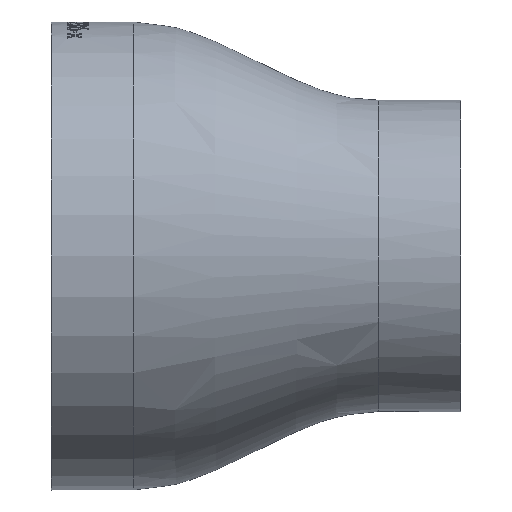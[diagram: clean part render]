
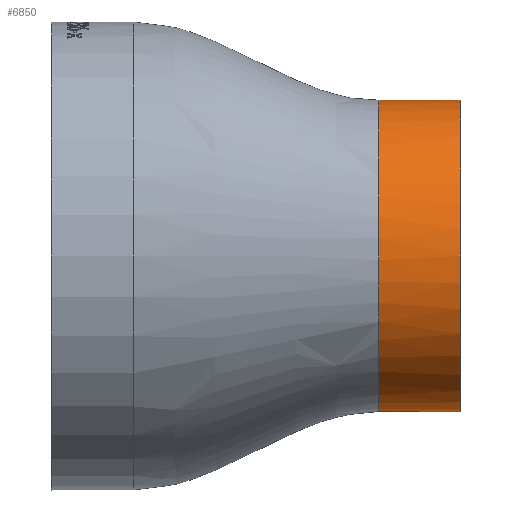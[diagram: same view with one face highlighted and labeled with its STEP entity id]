
A CAD part, front view. The second image highlights one B-rep face of the part: STEP entity #6850.
In plain terms, the highlighted cylindrical face has radius 38.05 mm (diameter 76.1 mm), a full revolution.
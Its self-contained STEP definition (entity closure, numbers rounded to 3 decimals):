
#659 = CARTESIAN_POINT ( 'NONE',  ( 80., -55.495, -11.337 ) ) ;
#759 = CARTESIAN_POINT ( 'NONE',  ( 80., 7.841, -26.941 ) ) ;
#850 = CARTESIAN_POINT ( 'NONE',  ( 80., -43.336, 29.401 ) ) ;
#949 = CARTESIAN_POINT ( 'NONE',  ( 80., -46.041, -26.941 ) ) ;
#987 = EDGE_CURVE ( 'NONE', #14274, #14274, #13400, .T. ) ;
#1212 = FACE_OUTER_BOUND ( 'NONE', #4509, .T. ) ;
#2019 = CARTESIAN_POINT ( 'NONE',  ( 80., -4.268, 35.112 ) ) ;
#2111 = CARTESIAN_POINT ( 'NONE',  ( 80., -52.605, -18.163 ) ) ;
#2207 = CARTESIAN_POINT ( 'NONE',  ( 80., -57.017, -3.914 ) ) ;
#2312 = CARTESIAN_POINT ( 'NONE',  ( 80., -30.437, -36.395 ) ) ;
#2399 = CARTESIAN_POINT ( 'NONE',  ( 80., 17.295, -11.335 ) ) ;
#2491 = CARTESIAN_POINT ( 'NONE',  ( 80., 18.817, 3.907 ) ) ;
#2492 = AXIS2_PLACEMENT_3D ( 'NONE', #18785, #5715, #10120 ) ;
#2687 = CARTESIAN_POINT ( 'NONE',  ( 80., 18.237, 7.686 ) ) ;
#3469 = CARTESIAN_POINT ( 'NONE',  ( 80., -7.763, 36.395 ) ) ;
#3559 = CARTESIAN_POINT ( 'NONE',  ( 80., -57.017, 3.914 ) ) ;
#3648 = CARTESIAN_POINT ( 'NONE',  ( 80., -26.781, 37.337 ) ) ;
#3721 = VERTEX_POINT ( 'NONE', #9556 ) ;
#3739 = CARTESIAN_POINT ( 'NONE',  ( 80., -56.437, 7.681 ) ) ;
#3830 = CARTESIAN_POINT ( 'NONE',  ( 80., -50.695, 21.302 ) ) ;
#4509 = EDGE_LOOP ( 'NONE', ( #18630 ) ) ;
#4969 = EDGE_LOOP ( 'NONE', ( #7278 ) ) ;
#4983 = CARTESIAN_POINT ( 'NONE',  ( 80., -15.186, -37.917 ) ) ;
#5078 = CARTESIAN_POINT ( 'NONE',  ( 80., -40.402, 31.595 ) ) ;
#5169 = CARTESIAN_POINT ( 'NONE',  ( 80., -46.041, 26.941 ) ) ;
#5207 = DIRECTION ( 'NONE',  ( -1., 0., 0. ) ) ;
#5261 = CARTESIAN_POINT ( 'NONE',  ( 80., 18.817, -3.907 ) ) ;
#5363 = CARTESIAN_POINT ( 'NONE',  ( 80., 10.301, 24.236 ) ) ;
#5436 = CARTESIAN_POINT ( 'NONE',  ( 100., -19.1, 38.05 ) ) ;
#5555 = CARTESIAN_POINT ( 'NONE',  ( 80., 17.295, 11.335 ) ) ;
#5715 = DIRECTION ( 'NONE',  ( -1., 0., 0. ) ) ;
#6412 = CARTESIAN_POINT ( 'NONE',  ( 80., 14.405, -18.162 ) ) ;
#6602 = CARTESIAN_POINT ( 'NONE',  ( 80., -48.501, -24.236 ) ) ;
#6789 = CARTESIAN_POINT ( 'NONE',  ( 80., -57.217, 0. ) ) ;
#6850 = ADVANCED_FACE ( 'NONE', ( #1212, #10029 ), #12907, .T. ) ;
#7278 = ORIENTED_EDGE ( 'NONE', *, *, #16359, .F. ) ;
#7854 = CARTESIAN_POINT ( 'NONE',  ( 80., 18.95, -1.313 ) ) ;
#8045 = CARTESIAN_POINT ( 'NONE',  ( 80., 18.95, 0. ) ) ;
#8143 = CARTESIAN_POINT ( 'NONE',  ( 80., -55.495, 11.337 ) ) ;
#8515 = CARTESIAN_POINT ( 'NONE',  ( 80., 18.95, 0. ) ) ;
#9298 = CARTESIAN_POINT ( 'NONE',  ( 80., 5.135, -29.401 ) ) ;
#9386 = CARTESIAN_POINT ( 'NONE',  ( 80., -54.212, 14.832 ) ) ;
#9479 = CARTESIAN_POINT ( 'NONE',  ( 80., -23.014, 37.917 ) ) ;
#9556 = CARTESIAN_POINT ( 'NONE',  ( 80., 18.95, 0. ) ) ;
#9576 = CARTESIAN_POINT ( 'NONE',  ( 80., -56.437, -7.681 ) ) ;
#9673 = CARTESIAN_POINT ( 'NONE',  ( 80., 16.012, -14.833 ) ) ;
#10029 = FACE_OUTER_BOUND ( 'NONE', #4969, .T. ) ;
#10120 = DIRECTION ( 'NONE',  ( 0., 0., 1. ) ) ;
#10150 = CARTESIAN_POINT ( 'NONE',  ( 80., -0.937, 33.505 ) ) ;
#10500 = CARTESIAN_POINT ( 'NONE',  ( 100., -19.1, 0. ) ) ;
#10744 = CARTESIAN_POINT ( 'NONE',  ( 80., -54.212, -14.832 ) ) ;
#10838 = CARTESIAN_POINT ( 'NONE',  ( 80., -19.1, -38.117 ) ) ;
#10934 = CARTESIAN_POINT ( 'NONE',  ( 80., -37.263, -33.505 ) ) ;
#11021 = CARTESIAN_POINT ( 'NONE',  ( 80., -11.419, 37.337 ) ) ;
#11113 = CARTESIAN_POINT ( 'NONE',  ( 80., -23.014, -37.917 ) ) ;
#11213 = CARTESIAN_POINT ( 'NONE',  ( 80., 2.202, 31.595 ) ) ;
#11305 = CARTESIAN_POINT ( 'NONE',  ( 80., 7.841, 26.941 ) ) ;
#12260 = CARTESIAN_POINT ( 'NONE',  ( 80., 10.301, -24.236 ) ) ;
#12453 = CARTESIAN_POINT ( 'NONE',  ( 80., -52.605, 18.163 ) ) ;
#12478 = AXIS2_PLACEMENT_3D ( 'NONE', #10500, #5207, #15199 ) ;
#12642 = CARTESIAN_POINT ( 'NONE',  ( 80., -30.437, 36.395 ) ) ;
#12907 = CYLINDRICAL_SURFACE ( 'NONE', #2492, 38.05 ) ;
#13400 = CIRCLE ( 'NONE', #12478, 38.05 ) ;
#13705 = CARTESIAN_POINT ( 'NONE',  ( 80., 2.202, -31.595 ) ) ;
#13801 = CARTESIAN_POINT ( 'NONE',  ( 80., -43.336, -29.401 ) ) ;
#13904 = CARTESIAN_POINT ( 'NONE',  ( 80., 18.237, -7.686 ) ) ;
#13997 = CARTESIAN_POINT ( 'NONE',  ( 80., -48.501, 24.236 ) ) ;
#14090 = CARTESIAN_POINT ( 'NONE',  ( 80., -7.763, -36.395 ) ) ;
#14274 = VERTEX_POINT ( 'NONE', #5436 ) ;
#15159 = CARTESIAN_POINT ( 'NONE',  ( 80., -37.263, 33.505 ) ) ;
#15199 = DIRECTION ( 'NONE',  ( 0., 0., 1. ) ) ;
#15343 = CARTESIAN_POINT ( 'NONE',  ( 80., -50.695, -21.302 ) ) ;
#15445 = CARTESIAN_POINT ( 'NONE',  ( 80., -4.268, -35.112 ) ) ;
#15541 = CARTESIAN_POINT ( 'NONE',  ( 80., 12.496, -21.302 ) ) ;
#15834 = CARTESIAN_POINT ( 'NONE',  ( 80., 12.496, 21.302 ) ) ;
#16016 = CARTESIAN_POINT ( 'NONE',  ( 80., 14.405, 18.162 ) ) ;
#16359 = EDGE_CURVE ( 'NONE', #3721, #3721, #18507, .T. ) ;
#16610 = CARTESIAN_POINT ( 'NONE',  ( 80., -15.186, 37.917 ) ) ;
#16701 = CARTESIAN_POINT ( 'NONE',  ( 80., -40.402, -31.595 ) ) ;
#16792 = CARTESIAN_POINT ( 'NONE',  ( 80., -33.932, 35.112 ) ) ;
#16886 = CARTESIAN_POINT ( 'NONE',  ( 80., -33.932, -35.112 ) ) ;
#16978 = CARTESIAN_POINT ( 'NONE',  ( 80., -26.781, -37.337 ) ) ;
#17165 = CARTESIAN_POINT ( 'NONE',  ( 80., 16.012, 14.833 ) ) ;
#18137 = CARTESIAN_POINT ( 'NONE',  ( 80., -0.937, -33.505 ) ) ;
#18333 = CARTESIAN_POINT ( 'NONE',  ( 80., -19.1, 38.117 ) ) ;
#18507 = B_SPLINE_CURVE_WITH_KNOTS ( 'NONE', 3,
 ( #8045, #7854, #5261, #13904, #2399, #9673, #6412, #15541, #12260, #759, #9298, #13705, #18137, #15445, #14090, #18522, #4983, #10838, #11113, #16978, #2312, #16886, #10934, #16701, #13801, #949, #6602, #15343, #2111, #10744, #659, #9576, #2207, #6789, #3559, #3739, #8143, #9386, #12453, #3830, #13997, #5169, #850, #5078, #15159, #16792, #12642, #3648, #9479, #18333, #16610, #11021, #3469, #2019, #10150, #11213, #18718, #11305, #5363, #15834, #16016, #17165, #5555, #2687, #2491, #18911, #8515 ),
 .UNSPECIFIED., .T., .F.,
 ( 4, 1, 1, 1, 1, 1, 1, 1, 1, 1, 1, 1, 1, 1, 1, 1, 1, 1, 1, 1, 1, 1, 1, 1, 1, 1, 1, 1, 1, 1, 1, 1, 1, 1, 1, 1, 1, 1, 1, 1, 1, 1, 1, 1, 1, 1, 1, 1, 1, 1, 1, 1, 1, 1, 1, 1, 1, 1, 1, 1, 1, 1, 1, 1, 4 ),
 ( 0., 0.016, 0.031, 0.047, 0.063, 0.078, 0.094, 0.109, 0.125, 0.141, 0.156, 0.172, 0.188, 0.203, 0.219, 0.234, 0.25, 0.266, 0.281, 0.297, 0.313, 0.328, 0.344, 0.359, 0.375, 0.391, 0.406, 0.422, 0.438, 0.453, 0.469, 0.484, 0.5, 0.516, 0.531, 0.547, 0.563, 0.578, 0.594, 0.609, 0.625, 0.641, 0.656, 0.672, 0.688, 0.703, 0.719, 0.734, 0.75, 0.766, 0.781, 0.797, 0.813, 0.828, 0.844, 0.859, 0.875, 0.891, 0.906, 0.922, 0.938, 0.953, 0.969, 0.984, 1. ),
 .UNSPECIFIED. ) ;
#18522 = CARTESIAN_POINT ( 'NONE',  ( 80., -11.419, -37.337 ) ) ;
#18630 = ORIENTED_EDGE ( 'NONE', *, *, #987, .T. ) ;
#18718 = CARTESIAN_POINT ( 'NONE',  ( 80., 5.135, 29.401 ) ) ;
#18785 = CARTESIAN_POINT ( 'NONE',  ( 74.827, -19.1, 0. ) ) ;
#18911 = CARTESIAN_POINT ( 'NONE',  ( 80., 18.95, 1.313 ) ) ;
